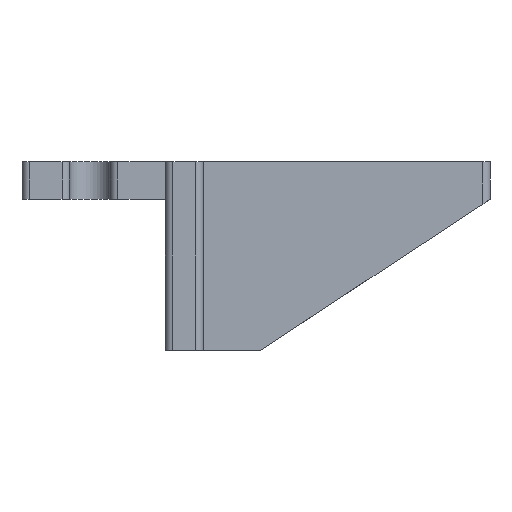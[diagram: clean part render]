
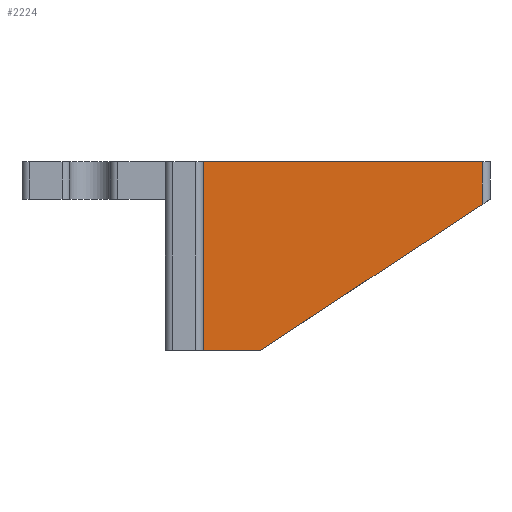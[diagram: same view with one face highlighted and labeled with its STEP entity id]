
A CAD part, left-side view. The second image highlights one B-rep face of the part: STEP entity #2224.
In plain terms, the highlighted planar face has unit normal (-1, 0, 0).
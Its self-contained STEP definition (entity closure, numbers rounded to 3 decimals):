
#317=DIRECTION('',(0.,-1.,0.));
#318=VECTOR('',#317,37.);
#319=CARTESIAN_POINT('',(-26.5,17.,5.));
#320=LINE('',#319,#318);
#1001=DIRECTION('',(0.,0.,-1.));
#1002=VECTOR('',#1001,5.658);
#1003=CARTESIAN_POINT('',(-26.5,-20.,5.));
#1004=LINE('',#1003,#1002);
#1008=DIRECTION('',(0.,-0.835,0.55));
#1009=VECTOR('',#1008,35.192);
#1010=CARTESIAN_POINT('',(-26.5,9.4,-20.));
#1011=LINE('',#1010,#1009);
#1015=DIRECTION('',(0.,1.,0.));
#1016=VECTOR('',#1015,7.6);
#1017=CARTESIAN_POINT('',(-26.5,9.4,-20.));
#1018=LINE('',#1017,#1016);
#1022=DIRECTION('',(0.,0.,-1.));
#1023=VECTOR('',#1022,25.);
#1024=CARTESIAN_POINT('',(-26.5,17.,5.));
#1025=LINE('',#1024,#1023);
#1322=CARTESIAN_POINT('',(-26.5,17.,5.));
#1323=CARTESIAN_POINT('',(-26.5,-20.,5.));
#1324=VERTEX_POINT('',#1322);
#1325=VERTEX_POINT('',#1323);
#1334=CARTESIAN_POINT('',(-26.5,-20.,-0.658));
#1335=VERTEX_POINT('',#1334);
#1494=CARTESIAN_POINT('',(-26.5,9.4,-20.));
#1495=VERTEX_POINT('',#1494);
#1496=CARTESIAN_POINT('',(-26.5,17.,-20.));
#1497=VERTEX_POINT('',#1496);
#2210=CARTESIAN_POINT('',(-26.5,-21.,0.));
#2211=DIRECTION('',(-1.,0.,0.));
#2212=DIRECTION('',(0.,1.,0.));
#2213=AXIS2_PLACEMENT_3D('',#2210,#2211,#2212);
#2214=PLANE('',#2213);
#2215=ORIENTED_EDGE('',*,*,#2205,.T.);
#2216=ORIENTED_EDGE('',*,*,#2192,.F.);
#2218=ORIENTED_EDGE('',*,*,#2217,.T.);
#2220=ORIENTED_EDGE('',*,*,#2219,.F.);
#2221=ORIENTED_EDGE('',*,*,#1572,.T.);
#2222=EDGE_LOOP('',(#2215,#2216,#2218,#2220,#2221));
#2223=FACE_OUTER_BOUND('',#2222,.F.);
#1572=EDGE_CURVE('',#1324,#1325,#320,.T.);
#2192=EDGE_CURVE('',#1495,#1335,#1011,.T.);
#2205=EDGE_CURVE('',#1325,#1335,#1004,.T.);
#2217=EDGE_CURVE('',#1495,#1497,#1018,.T.);
#2219=EDGE_CURVE('',#1324,#1497,#1025,.T.);
#2224=ADVANCED_FACE('',(#2223),#2214,.T.);
